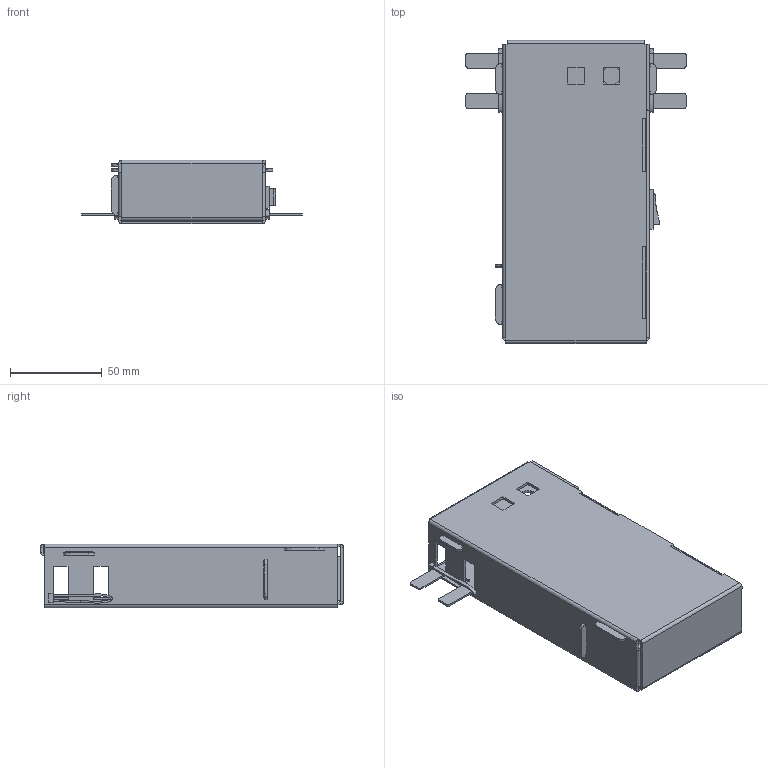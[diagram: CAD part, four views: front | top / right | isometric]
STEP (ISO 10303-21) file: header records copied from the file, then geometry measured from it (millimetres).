
FILE_DESCRIPTION(/* description */ (''),/* implementation_level */ '2;1');
FILE_NAME(/* name */ 'a66ff80f-7287-4683-970c-e670d2b41b93.stp',/* time_stamp */ '2018-04-23T05:35:29+00:00',/* author */ (''),/* organization */ (''),/* preprocessor_version */ 'ST-DEVELOPER v17',/* originating_system */ 'Autodesk Translation Framework v7.1.0.215',/* authorisation */ '');
FILE_SCHEMA (('AUTOMOTIVE_DESIGN { 1 0 10303 214 3 1 1 }'));
Length unit declared in the file: millimetre
Products named in the file (7): Assembly; Rocket Swith 15*10; Mykroscope Final; Stage Holder; BatteryHolder; Light Holder; Magnifying Lens
Assembly tree (6 placements, depth 2):
  Assembly
    Rocket Swith 15*10
    Mykroscope Final
    Stage Holder
    BatteryHolder
    Light Holder
    Magnifying Lens
Bounding box: 120 x 165.2 x 34.7 mm (x, y, z)
Volume: 88165.6 mm3; surface area: 124289.6 mm2
Topology: 22 solids, 22 shells, 671 faces, 1704 edges, 1092 vertices
Faces by surface type: plane 495, cylinder 154, bspline 22
Full cylindrical faces by diameter (mm): 1.5 x4, 2.5 x6, 3 x4, 4 x2, 8 x4, 10 x2
Entity records: 23052 total; most frequent: CARTESIAN_POINT 6360, ORIENTED_EDGE 3406, DIRECTION 3265, EDGE_CURVE 1703, LINE 1339, VECTOR 1339, VERTEX_POINT 1092, AXIS2_PLACEMENT_3D 963
